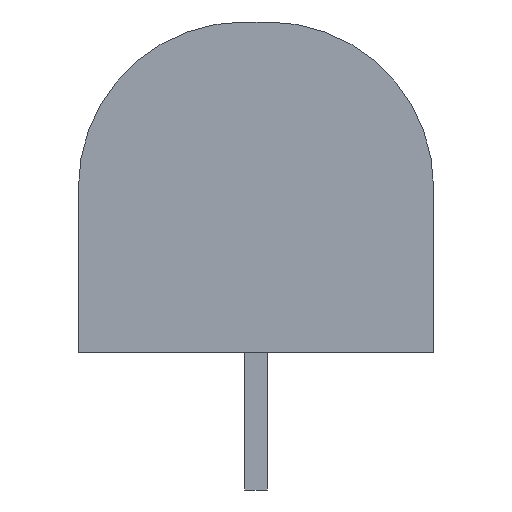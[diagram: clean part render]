
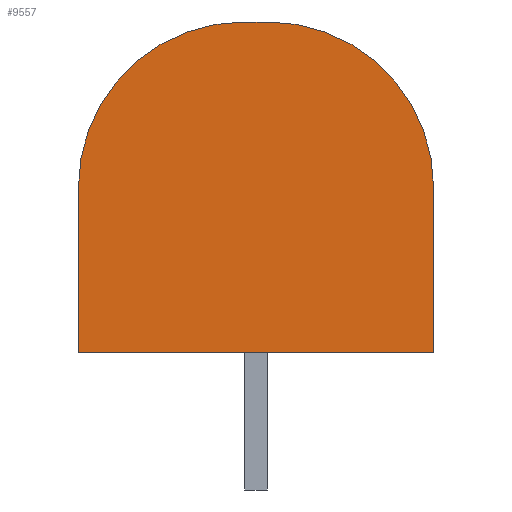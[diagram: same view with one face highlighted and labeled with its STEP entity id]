
A CAD part, left-side view. The second image highlights one B-rep face of the part: STEP entity #9557.
In plain terms, the highlighted planar face has unit normal (-1, 0, 0).
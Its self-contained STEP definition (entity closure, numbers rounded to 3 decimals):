
#641 = CARTESIAN_POINT ( 'NONE',  ( -24.755, 6.448, 0. ) ) ;
#660 = LINE ( 'NONE', #3466, #2540 ) ;
#1446 = AXIS2_PLACEMENT_3D ( 'NONE', #7919, #9712, #1919 ) ;
#1919 = DIRECTION ( 'NONE',  ( 0., 1., 0. ) ) ;
#2471 = CIRCLE ( 'NONE', #1446, 6. ) ;
#2540 = VECTOR ( 'NONE', #8265, 1000. ) ;
#3016 = LINE ( 'NONE', #10793, #8885 ) ;
#3256 = VERTEX_POINT ( 'NONE', #10374 ) ;
#3451 = ORIENTED_EDGE ( 'NONE', *, *, #12296, .T. ) ;
#3466 = CARTESIAN_POINT ( 'NONE',  ( -24.755, -6.452, 12. ) ) ;
#3666 = DIRECTION ( 'NONE',  ( -1., 0., 0. ) ) ;
#3880 = VECTOR ( 'NONE', #7898, 1000. ) ;
#4130 = AXIS2_PLACEMENT_3D ( 'NONE', #4689, #8613, #10461 ) ;
#4307 = CARTESIAN_POINT ( 'NONE',  ( -24.755, 6.448, 12. ) ) ;
#4655 = VECTOR ( 'NONE', #12027, 1000. ) ;
#4689 = CARTESIAN_POINT ( 'NONE',  ( -24.755, 6.448, 12. ) ) ;
#4814 = PLANE ( 'NONE',  #4130 ) ;
#5151 = ORIENTED_EDGE ( 'NONE', *, *, #7426, .T. ) ;
#5173 = CARTESIAN_POINT ( 'NONE',  ( -24.755, -6.452, 6. ) ) ;
#5502 = VERTEX_POINT ( 'NONE', #5173 ) ;
#5670 = AXIS2_PLACEMENT_3D ( 'NONE', #7452, #3666, #6449 ) ;
#6199 = LINE ( 'NONE', #4307, #4655 ) ;
#6413 = VERTEX_POINT ( 'NONE', #9803 ) ;
#6449 = DIRECTION ( 'NONE',  ( 0., 1., 0. ) ) ;
#6817 = VERTEX_POINT ( 'NONE', #10308 ) ;
#6869 = EDGE_CURVE ( 'NONE', #6817, #6413, #3016, .T. ) ;
#6891 = VERTEX_POINT ( 'NONE', #10736 ) ;
#7426 = EDGE_CURVE ( 'NONE', #6817, #3256, #2471, .T. ) ;
#7452 = CARTESIAN_POINT ( 'NONE',  ( -24.755, -0.452, 6. ) ) ;
#7807 = EDGE_CURVE ( 'NONE', #6891, #11850, #9327, .T. ) ;
#7898 = DIRECTION ( 'NONE',  ( 0., -1., 0. ) ) ;
#7919 = CARTESIAN_POINT ( 'NONE',  ( -24.755, 0.448, 6. ) ) ;
#8265 = DIRECTION ( 'NONE',  ( 0., 0., -1. ) ) ;
#8485 = EDGE_CURVE ( 'NONE', #5502, #11850, #660, .T. ) ;
#8613 = DIRECTION ( 'NONE',  ( 1., 0., 0. ) ) ;
#8885 = VECTOR ( 'NONE', #11555, 1000. ) ;
#9045 = ORIENTED_EDGE ( 'NONE', *, *, #11272, .T. ) ;
#9327 = LINE ( 'NONE', #641, #3880 ) ;
#9557 = ADVANCED_FACE ( 'NONE', ( #11148 ), #4814, .F. ) ;
#9712 = DIRECTION ( 'NONE',  ( -1., 0., 0. ) ) ;
#9803 = CARTESIAN_POINT ( 'NONE',  ( -24.755, -0.452, 12. ) ) ;
#10112 = CIRCLE ( 'NONE', #5670, 6. ) ;
#10308 = CARTESIAN_POINT ( 'NONE',  ( -24.755, 0.448, 12. ) ) ;
#10374 = CARTESIAN_POINT ( 'NONE',  ( -24.755, 6.448, 6. ) ) ;
#10461 = DIRECTION ( 'NONE',  ( 0., -1., 0. ) ) ;
#10736 = CARTESIAN_POINT ( 'NONE',  ( -24.755, 6.448, 0. ) ) ;
#10793 = CARTESIAN_POINT ( 'NONE',  ( -24.755, 6.448, 12. ) ) ;
#11010 = ORIENTED_EDGE ( 'NONE', *, *, #7807, .T. ) ;
#11148 = FACE_OUTER_BOUND ( 'NONE', #11396, .T. ) ;
#11272 = EDGE_CURVE ( 'NONE', #3256, #6891, #6199, .T. ) ;
#11276 = ORIENTED_EDGE ( 'NONE', *, *, #6869, .F. ) ;
#11396 = EDGE_LOOP ( 'NONE', ( #11276, #5151, #9045, #11010, #12032, #3451 ) ) ;
#11467 = CARTESIAN_POINT ( 'NONE',  ( -24.755, -6.452, 0. ) ) ;
#11555 = DIRECTION ( 'NONE',  ( 0., -1., 0. ) ) ;
#11850 = VERTEX_POINT ( 'NONE', #11467 ) ;
#12027 = DIRECTION ( 'NONE',  ( 0., 0., -1. ) ) ;
#12032 = ORIENTED_EDGE ( 'NONE', *, *, #8485, .F. ) ;
#12296 = EDGE_CURVE ( 'NONE', #5502, #6413, #10112, .T. ) ;
